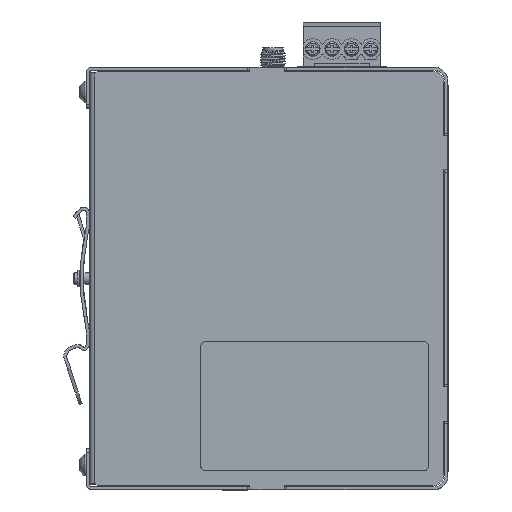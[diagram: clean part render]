
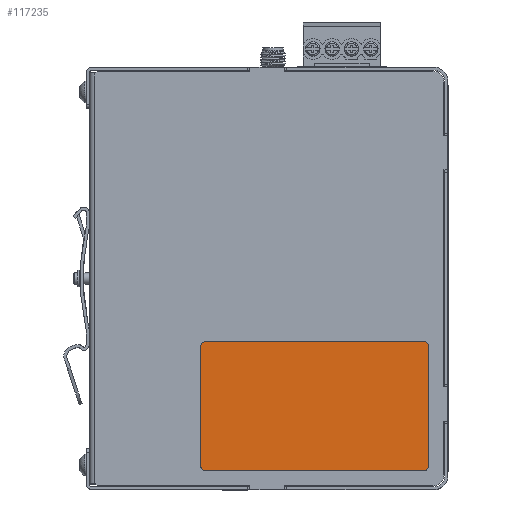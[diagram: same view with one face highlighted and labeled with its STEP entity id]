
A CAD part, top view. The second image highlights one B-rep face of the part: STEP entity #117235.
In plain terms, the highlighted planar face has unit normal (0, 0, 1).
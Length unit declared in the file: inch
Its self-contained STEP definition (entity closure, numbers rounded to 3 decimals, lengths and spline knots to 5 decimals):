
#1252 = VECTOR ( 'NONE', #117887, 39.37008 ) ;
#1582 = CIRCLE ( 'NONE', #32387, 0.05906 ) ;
#1731 = CARTESIAN_POINT ( 'NONE',  ( -0.68898, -0.64961, 0.55799 ) ) ;
#4934 = CIRCLE ( 'NONE', #93087, 0.05906 ) ;
#6620 = DIRECTION ( 'NONE',  ( 1., 0., 0. ) ) ;
#9762 = CARTESIAN_POINT ( 'NONE',  ( 1.61417, -0.64961, 0.55799 ) ) ;
#11715 = EDGE_CURVE ( 'NONE', #47131, #104634, #33112, .T. ) ;
#13081 = CARTESIAN_POINT ( 'NONE',  ( -0.68898, -0.64961, 0.55799 ) ) ;
#13816 = ORIENTED_EDGE ( 'NONE', *, *, #38268, .F. ) ;
#14900 = LINE ( 'NONE', #77111, #114158 ) ;
#18184 = CIRCLE ( 'NONE', #51448, 0.05906 ) ;
#20027 = DIRECTION ( 'NONE',  ( 0., 0., -1. ) ) ;
#20136 = DIRECTION ( 'NONE',  ( 0., 0., -1. ) ) ;
#20500 = VERTEX_POINT ( 'NONE', #97565 ) ;
#23212 = EDGE_CURVE ( 'NONE', #111678, #104634, #1582, .T. ) ;
#24739 = ORIENTED_EDGE ( 'NONE', *, *, #11715, .T. ) ;
#27361 = CARTESIAN_POINT ( 'NONE',  ( 0.49213, -1.3189, 0.55799 ) ) ;
#28339 = CARTESIAN_POINT ( 'NONE',  ( -0.62992, -1.98819, 0.55799 ) ) ;
#28420 = CARTESIAN_POINT ( 'NONE',  ( 1.61417, -0.70866, 0.55799 ) ) ;
#28751 = CARTESIAN_POINT ( 'NONE',  ( -0.62992, -0.70866, 0.55799 ) ) ;
#29228 = DIRECTION ( 'NONE',  ( -1., 0., 0. ) ) ;
#30104 = VECTOR ( 'NONE', #81282, 39.37008 ) ;
#32387 = AXIS2_PLACEMENT_3D ( 'NONE', #28751, #50786, #92976 ) ;
#33112 = LINE ( 'NONE', #13081, #1252 ) ;
#38268 = EDGE_CURVE ( 'NONE', #38512, #101442, #121090, .T. ) ;
#38512 = VERTEX_POINT ( 'NONE', #100363 ) ;
#39605 = ORIENTED_EDGE ( 'NONE', *, *, #60858, .F. ) ;
#46147 = CARTESIAN_POINT ( 'NONE',  ( 1.61417, -1.98819, 0.55799 ) ) ;
#46687 = DIRECTION ( 'NONE',  ( 1., 0., 0. ) ) ;
#47131 = VERTEX_POINT ( 'NONE', #9762 ) ;
#50786 = DIRECTION ( 'NONE',  ( 0., 0., -1. ) ) ;
#51448 = AXIS2_PLACEMENT_3D ( 'NONE', #53895, #20027, #94715 ) ;
#53165 = ORIENTED_EDGE ( 'NONE', *, *, #74877, .T. ) ;
#53895 = CARTESIAN_POINT ( 'NONE',  ( -0.62992, -1.92913, 0.55799 ) ) ;
#60858 = EDGE_CURVE ( 'NONE', #47131, #78916, #4934, .T. ) ;
#61950 = CARTESIAN_POINT ( 'NONE',  ( -0.68898, -0.70866, 0.55799 ) ) ;
#64578 = VERTEX_POINT ( 'NONE', #28339 ) ;
#65375 = EDGE_CURVE ( 'NONE', #38512, #78916, #123852, .T. ) ;
#67983 = VECTOR ( 'NONE', #85981, 39.37008 ) ;
#74877 = EDGE_CURVE ( 'NONE', #64578, #101442, #14900, .T. ) ;
#75074 = FACE_OUTER_BOUND ( 'NONE', #127263, .T. ) ;
#77111 = CARTESIAN_POINT ( 'NONE',  ( -0.68898, -1.98819, 0.55799 ) ) ;
#78876 = DIRECTION ( 'NONE',  ( 0., 0., -1. ) ) ;
#78916 = VERTEX_POINT ( 'NONE', #123032 ) ;
#81282 = DIRECTION ( 'NONE',  ( 0., 1., 0. ) ) ;
#81699 = CARTESIAN_POINT ( 'NONE',  ( 1.61417, -1.92913, 0.55799 ) ) ;
#85981 = DIRECTION ( 'NONE',  ( 0., -1., 0. ) ) ;
#88062 = LINE ( 'NONE', #1731, #67983 ) ;
#92976 = DIRECTION ( 'NONE',  ( -1., 0., 0. ) ) ;
#93087 = AXIS2_PLACEMENT_3D ( 'NONE', #28420, #78876, #120779 ) ;
#94715 = DIRECTION ( 'NONE',  ( -1., 0., 0. ) ) ;
#95783 = ORIENTED_EDGE ( 'NONE', *, *, #65375, .T. ) ;
#97565 = CARTESIAN_POINT ( 'NONE',  ( -0.68898, -1.92913, 0.55799 ) ) ;
#100363 = CARTESIAN_POINT ( 'NONE',  ( 1.67323, -1.92913, 0.55799 ) ) ;
#101442 = VERTEX_POINT ( 'NONE', #46147 ) ;
#101928 = CARTESIAN_POINT ( 'NONE',  ( 1.67323, -0.64961, 0.55799 ) ) ;
#104634 = VERTEX_POINT ( 'NONE', #111551 ) ;
#106929 = EDGE_CURVE ( 'NONE', #64578, #20500, #18184, .T. ) ;
#107288 = PLANE ( 'NONE',  #118575 ) ;
#111551 = CARTESIAN_POINT ( 'NONE',  ( -0.62992, -0.64961, 0.55799 ) ) ;
#111678 = VERTEX_POINT ( 'NONE', #61950 ) ;
#113527 = ORIENTED_EDGE ( 'NONE', *, *, #134999, .T. ) ;
#114158 = VECTOR ( 'NONE', #46687, 39.37008 ) ;
#117235 = ADVANCED_FACE ( 'NONE', ( #75074 ), #107288, .T. ) ;
#117887 = DIRECTION ( 'NONE',  ( -1., 0., 0. ) ) ;
#118575 = AXIS2_PLACEMENT_3D ( 'NONE', #27361, #121058, #6620 ) ;
#120779 = DIRECTION ( 'NONE',  ( -1., 0., 0. ) ) ;
#121058 = DIRECTION ( 'NONE',  ( 0., 0., 1. ) ) ;
#121090 = CIRCLE ( 'NONE', #132125, 0.05906 ) ;
#121601 = ORIENTED_EDGE ( 'NONE', *, *, #23212, .F. ) ;
#123032 = CARTESIAN_POINT ( 'NONE',  ( 1.67323, -0.70866, 0.55799 ) ) ;
#123852 = LINE ( 'NONE', #101928, #30104 ) ;
#127263 = EDGE_LOOP ( 'NONE', ( #113527, #133613, #53165, #13816, #95783, #39605, #24739, #121601 ) ) ;
#132125 = AXIS2_PLACEMENT_3D ( 'NONE', #81699, #20136, #29228 ) ;
#133613 = ORIENTED_EDGE ( 'NONE', *, *, #106929, .F. ) ;
#134999 = EDGE_CURVE ( 'NONE', #111678, #20500, #88062, .T. ) ;
